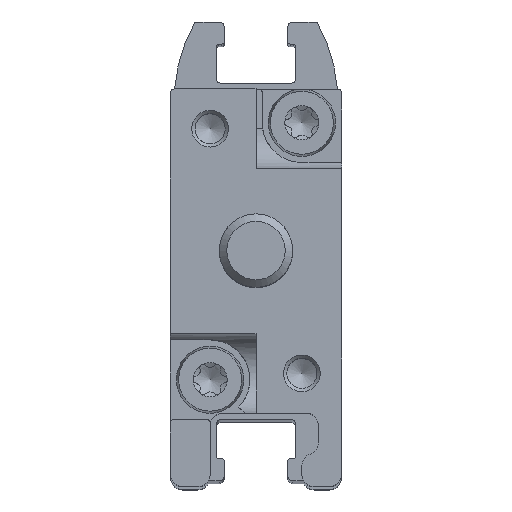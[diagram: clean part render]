
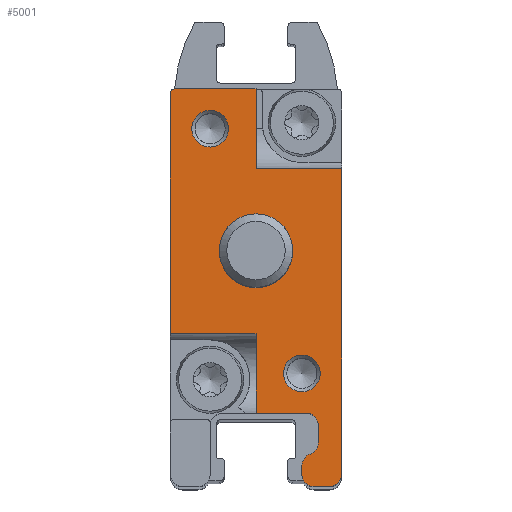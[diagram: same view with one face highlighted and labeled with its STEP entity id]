
A CAD part, top view. The second image highlights one B-rep face of the part: STEP entity #5001.
In plain terms, the highlighted planar face has unit normal (0, 0, 1).
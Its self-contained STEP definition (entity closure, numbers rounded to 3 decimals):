
#66=PLANE('',#5416);
#227=CIRCLE('',#5417,1.);
#228=CIRCLE('',#5418,1.);
#229=CIRCLE('',#5419,1.);
#230=CIRCLE('',#5420,1.);
#231=CIRCLE('',#5421,1.);
#232=CIRCLE('',#5422,0.3);
#233=CIRCLE('',#5423,3.);
#234=CIRCLE('',#5424,1.5);
#235=CIRCLE('',#5425,1.5);
#529=LINE('',#8133,#873);
#536=LINE('',#8170,#880);
#589=LINE('',#8467,#933);
#592=LINE('',#8475,#936);
#593=LINE('',#8478,#937);
#594=LINE('',#8481,#938);
#595=LINE('',#8487,#939);
#596=LINE('',#8491,#940);
#597=LINE('',#8494,#941);
#598=LINE('',#8496,#942);
#599=LINE('',#8499,#943);
#873=VECTOR('',#6087,1000.);
#880=VECTOR('',#6108,1000.);
#933=VECTOR('',#6247,1000.);
#936=VECTOR('',#6254,1000.);
#937=VECTOR('',#6255,1000.);
#938=VECTOR('',#6258,1000.);
#939=VECTOR('',#6263,1000.);
#940=VECTOR('',#6266,1000.);
#941=VECTOR('',#6269,1000.);
#942=VECTOR('',#6270,1000.);
#943=VECTOR('',#6273,1000.);
#1595=ORIENTED_EDGE('',*,*,#2923,.F.);
#1596=ORIENTED_EDGE('',*,*,#2924,.F.);
#1597=ORIENTED_EDGE('',*,*,#2816,.T.);
#1598=ORIENTED_EDGE('',*,*,#2925,.F.);
#1599=ORIENTED_EDGE('',*,*,#2926,.T.);
#1600=ORIENTED_EDGE('',*,*,#2927,.F.);
#1601=ORIENTED_EDGE('',*,*,#2928,.T.);
#1602=ORIENTED_EDGE('',*,*,#2929,.T.);
#1603=ORIENTED_EDGE('',*,*,#2930,.T.);
#1604=ORIENTED_EDGE('',*,*,#2931,.T.);
#1605=ORIENTED_EDGE('',*,*,#2932,.T.);
#1606=ORIENTED_EDGE('',*,*,#2829,.T.);
#1607=ORIENTED_EDGE('',*,*,#2933,.T.);
#1608=ORIENTED_EDGE('',*,*,#2934,.F.);
#1609=ORIENTED_EDGE('',*,*,#2919,.T.);
#1610=ORIENTED_EDGE('',*,*,#2935,.T.);
#1611=ORIENTED_EDGE('',*,*,#2936,.T.);
#1612=ORIENTED_EDGE('',*,*,#2937,.T.);
#1613=ORIENTED_EDGE('',*,*,#2938,.T.);
#1614=ORIENTED_EDGE('',*,*,#2939,.T.);
#2816=EDGE_CURVE('',#3472,#3471,#529,.T.);
#2829=EDGE_CURVE('',#3484,#3483,#536,.T.);
#2919=EDGE_CURVE('',#3564,#3563,#589,.T.);
#2923=EDGE_CURVE('',#3567,#3568,#592,.T.);
#2924=EDGE_CURVE('',#3472,#3567,#593,.T.);
#2925=EDGE_CURVE('',#3569,#3471,#227,.T.);
#2926=EDGE_CURVE('',#3569,#3570,#594,.T.);
#2927=EDGE_CURVE('',#3571,#3570,#228,.T.);
#2928=EDGE_CURVE('',#3571,#3572,#229,.T.);
#2929=EDGE_CURVE('',#3572,#3573,#595,.T.);
#2930=EDGE_CURVE('',#3573,#3574,#230,.T.);
#2931=EDGE_CURVE('',#3574,#3575,#596,.T.);
#2932=EDGE_CURVE('',#3575,#3484,#231,.T.);
#2933=EDGE_CURVE('',#3483,#3576,#597,.T.);
#2934=EDGE_CURVE('',#3564,#3576,#598,.T.);
#2935=EDGE_CURVE('',#3563,#3577,#232,.T.);
#2936=EDGE_CURVE('',#3577,#3568,#599,.T.);
#2937=EDGE_CURVE('',#3578,#3578,#233,.T.);
#2938=EDGE_CURVE('',#3579,#3579,#234,.T.);
#2939=EDGE_CURVE('',#3580,#3580,#235,.T.);
#3471=VERTEX_POINT('',#8132);
#3472=VERTEX_POINT('',#8134);
#3483=VERTEX_POINT('',#8169);
#3484=VERTEX_POINT('',#8171);
#3563=VERTEX_POINT('',#8466);
#3564=VERTEX_POINT('',#8468);
#3567=VERTEX_POINT('',#8476);
#3568=VERTEX_POINT('',#8477);
#3569=VERTEX_POINT('',#8480);
#3570=VERTEX_POINT('',#8482);
#3571=VERTEX_POINT('',#8484);
#3572=VERTEX_POINT('',#8486);
#3573=VERTEX_POINT('',#8488);
#3574=VERTEX_POINT('',#8490);
#3575=VERTEX_POINT('',#8492);
#3576=VERTEX_POINT('',#8495);
#3577=VERTEX_POINT('',#8498);
#3578=VERTEX_POINT('',#8501);
#3579=VERTEX_POINT('',#8503);
#3580=VERTEX_POINT('',#8505);
#4076=EDGE_LOOP('',(#1595,#1596,#1597,#1598,#1599,#1600,#1601,#1602,#1603,
#1604,#1605,#1606,#1607,#1608,#1609,#1610,#1611));
#4077=EDGE_LOOP('',(#1612));
#4078=EDGE_LOOP('',(#1613));
#4079=EDGE_LOOP('',(#1614));
#4474=FACE_BOUND('',#4076,.T.);
#4475=FACE_BOUND('',#4077,.T.);
#4476=FACE_BOUND('',#4078,.T.);
#4477=FACE_BOUND('',#4079,.T.);
#5001=ADVANCED_FACE('',(#4474,#4475,#4476,#4477),#66,.T.);
#5416=AXIS2_PLACEMENT_3D('',#8474,#6252,#6253);
#5417=AXIS2_PLACEMENT_3D('',#8479,#6256,#6257);
#5418=AXIS2_PLACEMENT_3D('',#8483,#6259,#6260);
#5419=AXIS2_PLACEMENT_3D('',#8485,#6261,#6262);
#5420=AXIS2_PLACEMENT_3D('',#8489,#6264,#6265);
#5421=AXIS2_PLACEMENT_3D('',#8493,#6267,#6268);
#5422=AXIS2_PLACEMENT_3D('',#8497,#6271,#6272);
#5423=AXIS2_PLACEMENT_3D('',#8500,#6274,#6275);
#5424=AXIS2_PLACEMENT_3D('',#8502,#6276,#6277);
#5425=AXIS2_PLACEMENT_3D('',#8504,#6278,#6279);
#6087=DIRECTION('',(1.,0.,0.));
#6108=DIRECTION('',(0.,1.,0.));
#6247=DIRECTION('',(-1.,0.,0.));
#6252=DIRECTION('',(0.,0.,1.));
#6253=DIRECTION('',(1.,0.,0.));
#6254=DIRECTION('',(-1.,0.,0.));
#6255=DIRECTION('',(0.,1.,0.));
#6256=DIRECTION('',(0.,0.,1.));
#6257=DIRECTION('',(1.,0.,0.));
#6258=DIRECTION('',(0.,-1.,0.));
#6259=DIRECTION('',(0.,0.,1.));
#6260=DIRECTION('',(1.,0.,0.));
#6261=DIRECTION('',(0.,0.,1.));
#6262=DIRECTION('',(1.,0.,0.));
#6263=DIRECTION('',(0.,-1.,0.));
#6264=DIRECTION('',(0.,0.,1.));
#6265=DIRECTION('',(1.,0.,0.));
#6266=DIRECTION('',(1.,0.,0.));
#6267=DIRECTION('',(0.,0.,1.));
#6268=DIRECTION('',(1.,0.,0.));
#6269=DIRECTION('',(-1.,0.,0.));
#6270=DIRECTION('',(0.,-1.,0.));
#6271=DIRECTION('',(0.,0.,1.));
#6272=DIRECTION('',(1.,0.,0.));
#6273=DIRECTION('',(0.,-1.,0.));
#6274=DIRECTION('',(0.,0.,-1.));
#6275=DIRECTION('',(-1.,0.,0.));
#6276=DIRECTION('',(0.,0.,-1.));
#6277=DIRECTION('',(-1.,0.,0.));
#6278=DIRECTION('',(0.,0.,-1.));
#6279=DIRECTION('',(-1.,0.,0.));
#8132=CARTESIAN_POINT('',(4.1,-13.25,0.));
#8133=CARTESIAN_POINT('',(-2.75,-13.25,0.));
#8134=CARTESIAN_POINT('',(0.,-13.25,0.));
#8169=CARTESIAN_POINT('',(7.,6.75,0.));
#8170=CARTESIAN_POINT('',(7.,-18.25,0.));
#8171=CARTESIAN_POINT('',(7.,-18.25,0.));
#8466=CARTESIAN_POINT('',(-6.7,13.25,0.));
#8467=CARTESIAN_POINT('',(6.7,13.25,0.));
#8468=CARTESIAN_POINT('',(0.,13.25,0.));
#8474=CARTESIAN_POINT('',(-6.,-18.25,0.));
#8475=CARTESIAN_POINT('',(-6.,-6.75,0.));
#8476=CARTESIAN_POINT('',(0.,-6.75,0.));
#8477=CARTESIAN_POINT('',(-7.,-6.75,0.));
#8478=CARTESIAN_POINT('',(0.,-18.25,0.));
#8479=CARTESIAN_POINT('',(4.1,-14.25,0.));
#8480=CARTESIAN_POINT('',(5.1,-14.25,0.));
#8481=CARTESIAN_POINT('',(5.1,-14.25,0.));
#8482=CARTESIAN_POINT('',(5.1,-15.65,0.));
#8483=CARTESIAN_POINT('',(4.1,-15.65,0.));
#8484=CARTESIAN_POINT('',(4.425,-16.596,0.));
#8485=CARTESIAN_POINT('',(4.75,-17.541,0.));
#8486=CARTESIAN_POINT('',(3.75,-17.541,0.));
#8487=CARTESIAN_POINT('',(3.75,-17.541,0.));
#8488=CARTESIAN_POINT('',(3.75,-18.25,0.));
#8489=CARTESIAN_POINT('',(4.75,-18.25,0.));
#8490=CARTESIAN_POINT('',(4.75,-19.25,0.));
#8491=CARTESIAN_POINT('',(4.75,-19.25,0.));
#8492=CARTESIAN_POINT('',(6.,-19.25,0.));
#8493=CARTESIAN_POINT('',(6.,-18.25,0.));
#8494=CARTESIAN_POINT('',(14.,6.75,0.));
#8495=CARTESIAN_POINT('',(0.,6.75,0.));
#8496=CARTESIAN_POINT('',(0.,13.25,0.));
#8497=CARTESIAN_POINT('',(-6.7,12.95,0.));
#8498=CARTESIAN_POINT('',(-7.,12.95,0.));
#8499=CARTESIAN_POINT('',(-7.,12.95,0.));
#8500=CARTESIAN_POINT('',(0.,0.,0.));
#8501=CARTESIAN_POINT('',(-3.,0.,0.));
#8502=CARTESIAN_POINT('',(3.75,-10.,0.));
#8503=CARTESIAN_POINT('',(2.25,-10.,0.));
#8504=CARTESIAN_POINT('',(-3.75,10.,0.));
#8505=CARTESIAN_POINT('',(-5.25,10.,0.));
